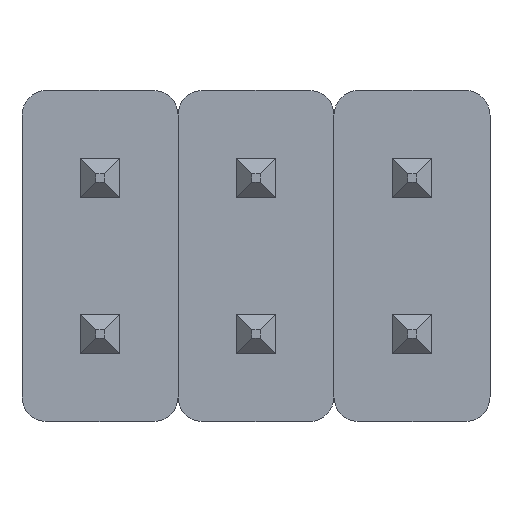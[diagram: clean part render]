
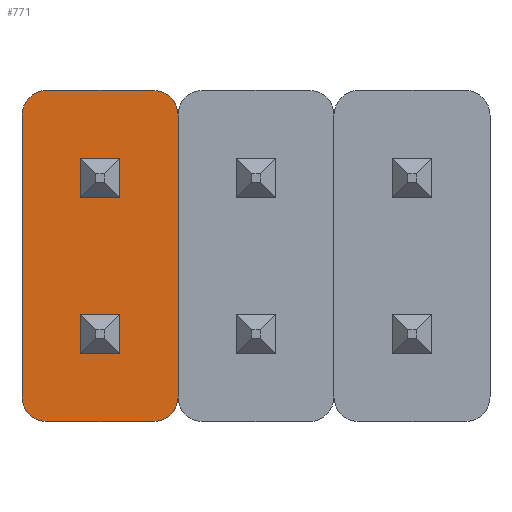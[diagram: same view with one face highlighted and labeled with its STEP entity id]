
A CAD part, front view. The second image highlights one B-rep face of the part: STEP entity #771.
In plain terms, the highlighted free-form (B-spline) face has degree [1, 1] with [2, 2] control points.
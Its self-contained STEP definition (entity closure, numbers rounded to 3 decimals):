
#341 = VERTEX_POINT('',#342);
#342 = CARTESIAN_POINT('',(-3.211,-2.627,
    -2.538));
#347 = EDGE_CURVE('',#341,#348,#350,.T.);
#348 = VERTEX_POINT('',#349);
#349 = CARTESIAN_POINT('',(-1.572,-2.627,
    -2.538));
#350 = B_SPLINE_CURVE_WITH_KNOTS('',1,(#351,#352),.UNSPECIFIED.,.F.,.F.,
  (2,2),(0.4,2.14),.PIECEWISE_BEZIER_KNOTS.);
#351 = CARTESIAN_POINT('',(-3.211,-2.627,
    -2.538));
#352 = CARTESIAN_POINT('',(-1.572,-2.627,
    -2.538));
#368 = EDGE_CURVE('',#341,#369,#371,.T.);
#369 = VERTEX_POINT('',#370);
#370 = CARTESIAN_POINT('',(-3.587,-2.627,
    -2.161));
#371 = ( BOUNDED_CURVE() B_SPLINE_CURVE(2,(#372,#373,#374),
.UNSPECIFIED.,.F.,.F.) B_SPLINE_CURVE_WITH_KNOTS((3,3),(0.,
1.571),.PIECEWISE_BEZIER_KNOTS.) CURVE() 
GEOMETRIC_REPRESENTATION_ITEM() RATIONAL_B_SPLINE_CURVE((1.,
0.707,1.)) REPRESENTATION_ITEM('') );
#372 = CARTESIAN_POINT('',(-3.211,-2.627,
    -2.538));
#373 = CARTESIAN_POINT('',(-3.587,-2.627,
    -2.538));
#374 = CARTESIAN_POINT('',(-3.587,-2.627,
    -2.161));
#394 = VERTEX_POINT('',#395);
#395 = CARTESIAN_POINT('',(-1.196,-2.627,
    -2.161));
#400 = EDGE_CURVE('',#348,#394,#401,.T.);
#401 = ( BOUNDED_CURVE() B_SPLINE_CURVE(2,(#402,#403,#404),
.UNSPECIFIED.,.F.,.F.) B_SPLINE_CURVE_WITH_KNOTS((3,3),(0.,
1.571),.PIECEWISE_BEZIER_KNOTS.) CURVE() 
GEOMETRIC_REPRESENTATION_ITEM() RATIONAL_B_SPLINE_CURVE((1.,
0.707,1.)) REPRESENTATION_ITEM('') );
#402 = CARTESIAN_POINT('',(-1.572,-2.627,
    -2.538));
#403 = CARTESIAN_POINT('',(-1.196,-2.627,
    -2.538));
#404 = CARTESIAN_POINT('',(-1.196,-2.627,
    -2.161));
#419 = VERTEX_POINT('',#420);
#420 = CARTESIAN_POINT('',(-3.587,-2.627,
    2.161));
#425 = EDGE_CURVE('',#419,#369,#426,.T.);
#426 = B_SPLINE_CURVE_WITH_KNOTS('',1,(#427,#428),.UNSPECIFIED.,.F.,.F.,
  (2,2),(0.4,4.99),.PIECEWISE_BEZIER_KNOTS.);
#427 = CARTESIAN_POINT('',(-3.587,-2.627,
    2.161));
#428 = CARTESIAN_POINT('',(-3.587,-2.627,
    -2.161));
#441 = EDGE_CURVE('',#394,#442,#444,.T.);
#442 = VERTEX_POINT('',#443);
#443 = CARTESIAN_POINT('',(-1.196,-2.627,
    -2.161));
#444 = B_SPLINE_CURVE_WITH_KNOTS('',1,(#445,#446),.UNSPECIFIED.,.F.,.F.,
  (2,2),(0.4,0.4),.PIECEWISE_BEZIER_KNOTS.);
#445 = CARTESIAN_POINT('',(-1.196,-2.627,
    -2.161));
#446 = CARTESIAN_POINT('',(-1.196,-2.627,
    -2.161));
#462 = EDGE_CURVE('',#419,#463,#465,.T.);
#463 = VERTEX_POINT('',#464);
#464 = CARTESIAN_POINT('',(-3.211,-2.627,
    2.538));
#465 = ( BOUNDED_CURVE() B_SPLINE_CURVE(2,(#466,#467,#468),
.UNSPECIFIED.,.F.,.F.) B_SPLINE_CURVE_WITH_KNOTS((3,3),(1.571,
3.142),.PIECEWISE_BEZIER_KNOTS.) CURVE() 
GEOMETRIC_REPRESENTATION_ITEM() RATIONAL_B_SPLINE_CURVE((1.,
0.707,1.)) REPRESENTATION_ITEM('') );
#466 = CARTESIAN_POINT('',(-3.587,-2.627,
    2.161));
#467 = CARTESIAN_POINT('',(-3.587,-2.627,
    2.538));
#468 = CARTESIAN_POINT('',(-3.211,-2.627,
    2.538));
#608 = VERTEX_POINT('',#609);
#609 = CARTESIAN_POINT('',(-1.572,-2.627,2.538
    ));
#614 = EDGE_CURVE('',#608,#463,#615,.T.);
#615 = B_SPLINE_CURVE_WITH_KNOTS('',1,(#616,#617),.UNSPECIFIED.,.F.,.F.,
  (2,2),(0.4,2.14),.PIECEWISE_BEZIER_KNOTS.);
#616 = CARTESIAN_POINT('',(-1.572,-2.627,2.538
    ));
#617 = CARTESIAN_POINT('',(-3.211,-2.627,
    2.538));
#630 = VERTEX_POINT('',#631);
#631 = CARTESIAN_POINT('',(-1.196,-2.627,2.161
    ));
#636 = EDGE_CURVE('',#630,#637,#639,.T.);
#637 = VERTEX_POINT('',#638);
#638 = CARTESIAN_POINT('',(-1.196,-2.627,
    2.161));
#639 = B_SPLINE_CURVE_WITH_KNOTS('',1,(#640,#641),.UNSPECIFIED.,.F.,.F.,
  (2,2),(4.99,4.99),.PIECEWISE_BEZIER_KNOTS.);
#640 = CARTESIAN_POINT('',(-1.196,-2.627,2.161
    ));
#641 = CARTESIAN_POINT('',(-1.196,-2.627,
    2.161));
#657 = EDGE_CURVE('',#608,#637,#658,.T.);
#658 = ( BOUNDED_CURVE() B_SPLINE_CURVE(2,(#659,#660,#661),
.UNSPECIFIED.,.F.,.F.) B_SPLINE_CURVE_WITH_KNOTS((3,3),(3.142,
4.712),.PIECEWISE_BEZIER_KNOTS.) CURVE() 
GEOMETRIC_REPRESENTATION_ITEM() RATIONAL_B_SPLINE_CURVE((1.,
0.707,1.)) REPRESENTATION_ITEM('') );
#659 = CARTESIAN_POINT('',(-1.572,-2.627,2.538
    ));
#660 = CARTESIAN_POINT('',(-1.196,-2.627,
    2.538));
#661 = CARTESIAN_POINT('',(-1.196,-2.627,
    2.161));
#771 = ADVANCED_FACE('',(#772,#788,#818),#848,.T.);
#772 = FACE_BOUND('',#773,.T.);
#773 = EDGE_LOOP('',(#774,#775,#776,#777,#782,#783,#784,#785,#786,#787)
  );
#774 = ORIENTED_EDGE('',*,*,#347,.T.);
#775 = ORIENTED_EDGE('',*,*,#400,.T.);
#776 = ORIENTED_EDGE('',*,*,#441,.T.);
#777 = ORIENTED_EDGE('',*,*,#778,.T.);
#778 = EDGE_CURVE('',#442,#630,#779,.T.);
#779 = B_SPLINE_CURVE_WITH_KNOTS('',1,(#780,#781),.UNSPECIFIED.,.F.,.F.,
  (2,2),(0.4,4.99),.PIECEWISE_BEZIER_KNOTS.);
#780 = CARTESIAN_POINT('',(-1.196,-2.627,
    -2.161));
#781 = CARTESIAN_POINT('',(-1.196,-2.627,2.161
    ));
#782 = ORIENTED_EDGE('',*,*,#636,.T.);
#783 = ORIENTED_EDGE('',*,*,#657,.F.);
#784 = ORIENTED_EDGE('',*,*,#614,.T.);
#785 = ORIENTED_EDGE('',*,*,#462,.F.);
#786 = ORIENTED_EDGE('',*,*,#425,.T.);
#787 = ORIENTED_EDGE('',*,*,#368,.F.);
#788 = FACE_BOUND('',#789,.T.);
#789 = EDGE_LOOP('',(#790,#799,#806,#813));
#790 = ORIENTED_EDGE('',*,*,#791,.T.);
#791 = EDGE_CURVE('',#792,#794,#796,.T.);
#792 = VERTEX_POINT('',#793);
#793 = CARTESIAN_POINT('',(-2.693,-2.627,
    -1.497));
#794 = VERTEX_POINT('',#795);
#795 = CARTESIAN_POINT('',(-2.693,-2.627,
    -0.895));
#796 = B_SPLINE_CURVE_WITH_KNOTS('',1,(#797,#798),.UNSPECIFIED.,.F.,.F.,
  (2,2),(0.,0.64),.PIECEWISE_BEZIER_KNOTS.);
#797 = CARTESIAN_POINT('',(-2.693,-2.627,
    -1.497));
#798 = CARTESIAN_POINT('',(-2.693,-2.627,
    -0.895));
#799 = ORIENTED_EDGE('',*,*,#800,.T.);
#800 = EDGE_CURVE('',#794,#801,#803,.T.);
#801 = VERTEX_POINT('',#802);
#802 = CARTESIAN_POINT('',(-2.09,-2.627,
    -0.895));
#803 = B_SPLINE_CURVE_WITH_KNOTS('',1,(#804,#805),.UNSPECIFIED.,.F.,.F.,
  (2,2),(0.,0.64),.PIECEWISE_BEZIER_KNOTS.);
#804 = CARTESIAN_POINT('',(-2.693,-2.627,
    -0.895));
#805 = CARTESIAN_POINT('',(-2.09,-2.627,
    -0.895));
#806 = ORIENTED_EDGE('',*,*,#807,.T.);
#807 = EDGE_CURVE('',#801,#808,#810,.T.);
#808 = VERTEX_POINT('',#809);
#809 = CARTESIAN_POINT('',(-2.09,-2.627,
    -1.497));
#810 = B_SPLINE_CURVE_WITH_KNOTS('',1,(#811,#812),.UNSPECIFIED.,.F.,.F.,
  (2,2),(0.,0.64),.PIECEWISE_BEZIER_KNOTS.);
#811 = CARTESIAN_POINT('',(-2.09,-2.627,
    -0.895));
#812 = CARTESIAN_POINT('',(-2.09,-2.627,
    -1.497));
#813 = ORIENTED_EDGE('',*,*,#814,.T.);
#814 = EDGE_CURVE('',#808,#792,#815,.T.);
#815 = B_SPLINE_CURVE_WITH_KNOTS('',1,(#816,#817),.UNSPECIFIED.,.F.,.F.,
  (2,2),(0.,0.64),.PIECEWISE_BEZIER_KNOTS.);
#816 = CARTESIAN_POINT('',(-2.09,-2.627,
    -1.497));
#817 = CARTESIAN_POINT('',(-2.693,-2.627,
    -1.497));
#818 = FACE_BOUND('',#819,.T.);
#819 = EDGE_LOOP('',(#820,#829,#836,#843));
#820 = ORIENTED_EDGE('',*,*,#821,.T.);
#821 = EDGE_CURVE('',#822,#824,#826,.T.);
#822 = VERTEX_POINT('',#823);
#823 = CARTESIAN_POINT('',(-2.693,-2.627,
    0.895));
#824 = VERTEX_POINT('',#825);
#825 = CARTESIAN_POINT('',(-2.693,-2.627,1.497
    ));
#826 = B_SPLINE_CURVE_WITH_KNOTS('',1,(#827,#828),.UNSPECIFIED.,.F.,.F.,
  (2,2),(0.,0.64),.PIECEWISE_BEZIER_KNOTS.);
#827 = CARTESIAN_POINT('',(-2.693,-2.627,
    0.895));
#828 = CARTESIAN_POINT('',(-2.693,-2.627,1.497
    ));
#829 = ORIENTED_EDGE('',*,*,#830,.T.);
#830 = EDGE_CURVE('',#824,#831,#833,.T.);
#831 = VERTEX_POINT('',#832);
#832 = CARTESIAN_POINT('',(-2.09,-2.627,1.497
    ));
#833 = B_SPLINE_CURVE_WITH_KNOTS('',1,(#834,#835),.UNSPECIFIED.,.F.,.F.,
  (2,2),(0.,0.64),.PIECEWISE_BEZIER_KNOTS.);
#834 = CARTESIAN_POINT('',(-2.693,-2.627,1.497
    ));
#835 = CARTESIAN_POINT('',(-2.09,-2.627,1.497
    ));
#836 = ORIENTED_EDGE('',*,*,#837,.T.);
#837 = EDGE_CURVE('',#831,#838,#840,.T.);
#838 = VERTEX_POINT('',#839);
#839 = CARTESIAN_POINT('',(-2.09,-2.627,
    0.895));
#840 = B_SPLINE_CURVE_WITH_KNOTS('',1,(#841,#842),.UNSPECIFIED.,.F.,.F.,
  (2,2),(0.,0.64),.PIECEWISE_BEZIER_KNOTS.);
#841 = CARTESIAN_POINT('',(-2.09,-2.627,1.497
    ));
#842 = CARTESIAN_POINT('',(-2.09,-2.627,
    0.895));
#843 = ORIENTED_EDGE('',*,*,#844,.T.);
#844 = EDGE_CURVE('',#838,#822,#845,.T.);
#845 = B_SPLINE_CURVE_WITH_KNOTS('',1,(#846,#847),.UNSPECIFIED.,.F.,.F.,
  (2,2),(0.,0.64),.PIECEWISE_BEZIER_KNOTS.);
#846 = CARTESIAN_POINT('',(-2.09,-2.627,
    0.895));
#847 = CARTESIAN_POINT('',(-2.693,-2.627,
    0.895));
#848 = B_SPLINE_SURFACE_WITH_KNOTS('',1,1,(
    (#849,#850)
    ,(#851,#852
    )),.UNSPECIFIED.,.F.,.F.,.F.,(2,2),(2,2),(-2.695,2.695),(-1.27,1.27)
  ,.PIECEWISE_BEZIER_KNOTS.);
#849 = CARTESIAN_POINT('',(-3.587,-2.627,
    2.538));
#850 = CARTESIAN_POINT('',(-1.196,-2.627,
    2.538));
#851 = CARTESIAN_POINT('',(-3.587,-2.627,
    -2.538));
#852 = CARTESIAN_POINT('',(-1.196,-2.627,
    -2.538));
